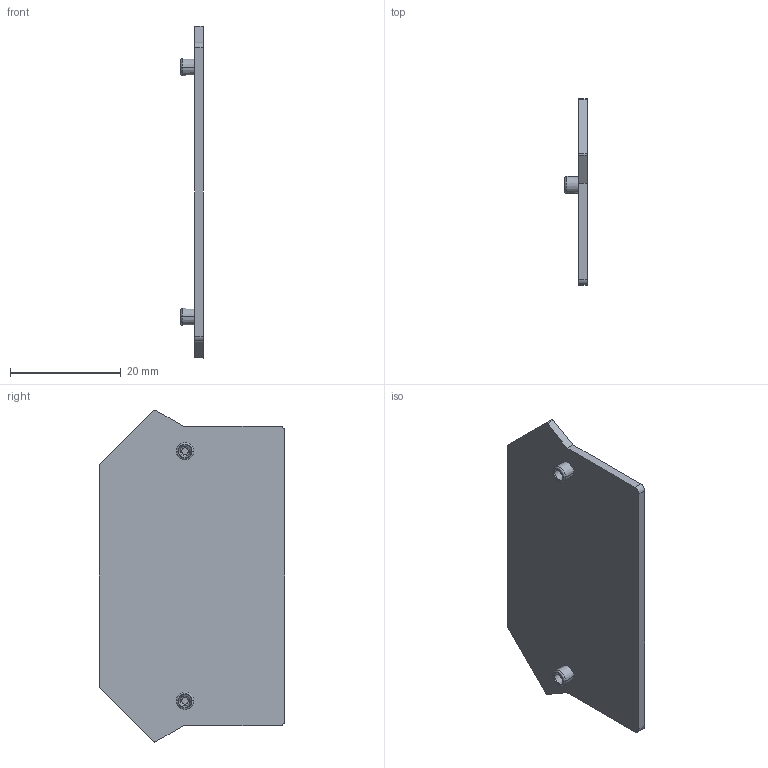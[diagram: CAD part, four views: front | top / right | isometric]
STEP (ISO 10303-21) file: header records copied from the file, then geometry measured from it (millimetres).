
FILE_DESCRIPTION((''),'2;1');
FILE_NAME('SIK100AP_KOMBI_32_STEP','2012-03-13T',('Neumann'),(''),'PRO/ENGINEER BY PARAMETRIC TECHNOLOGY CORPORATION, 2007390','PRO/ENGINEER BY PARAMETRIC TECHNOLOGY CORPORATION, 2007390','');
FILE_SCHEMA(('CONFIG_CONTROL_DESIGN'));
Length unit declared in the file: millimetre
Products named in the file (1): SIK100AP_KOMBI_32_STEP
Bounding box: 4 x 33.5 x 59.85 mm (x, y, z)
Volume: 2696.3 mm3; surface area: 3896 mm2
Topology: 1 solids, 1 shells, 44 faces, 98 edges, 60 vertices
Faces by surface type: plane 14, cylinder 14, torus 8, cone 8
Entity records: 1264 total; most frequent: DIRECTION 238, CARTESIAN_POINT 202, ORIENTED_EDGE 196, EDGE_CURVE 98, AXIS2_PLACEMENT_3D 96, VERTEX_POINT 60, CIRCLE 52, EDGE_LOOP 48
